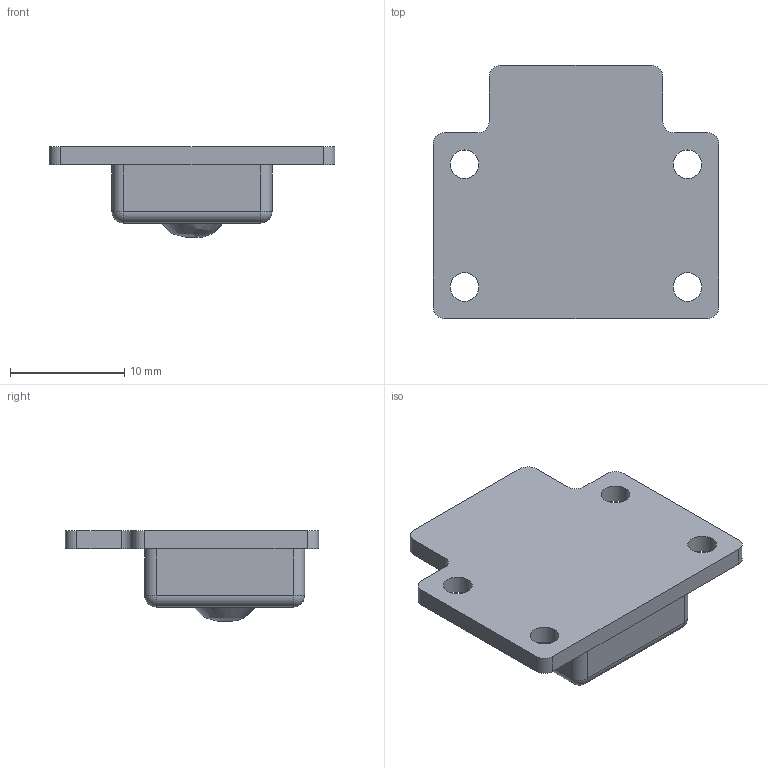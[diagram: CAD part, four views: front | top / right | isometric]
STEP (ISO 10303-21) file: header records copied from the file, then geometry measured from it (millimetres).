
FILE_DESCRIPTION(/* description */ (''),/* implementation_level */ '2;1');
FILE_NAME(/* name */ 'trackball breakout v1.step',/* time_stamp */ '2020-10-01T11:53:22+01:00',/* author */ (''),/* organization */ (''),/* preprocessor_version */ 'ST-DEVELOPER v18.1',/* originating_system */ 'Autodesk Translation Framework v9.3.0.1241',/* authorisation */ '');
FILE_SCHEMA (('AUTOMOTIVE_DESIGN { 1 0 10303 214 3 1 1 }'));
Length unit declared in the file: millimetre
Products named in the file (1): trackball breakout
Bounding box: 25 x 22.15 x 7.95 mm (x, y, z)
Volume: 1762.1 mm3; surface area: 1406 mm2
Topology: 1 solids, 1 shells, 41 faces, 99 edges, 62 vertices
Faces by surface type: cylinder 20, plane 16, sphere 4, bspline 1
Full cylindrical faces by diameter (mm): 2.5 x4
Entity records: 1271 total; most frequent: CARTESIAN_POINT 229, DIRECTION 224, ORIENTED_EDGE 198, EDGE_CURVE 99, AXIS2_PLACEMENT_3D 84, VERTEX_POINT 62, LINE 56, VECTOR 56
